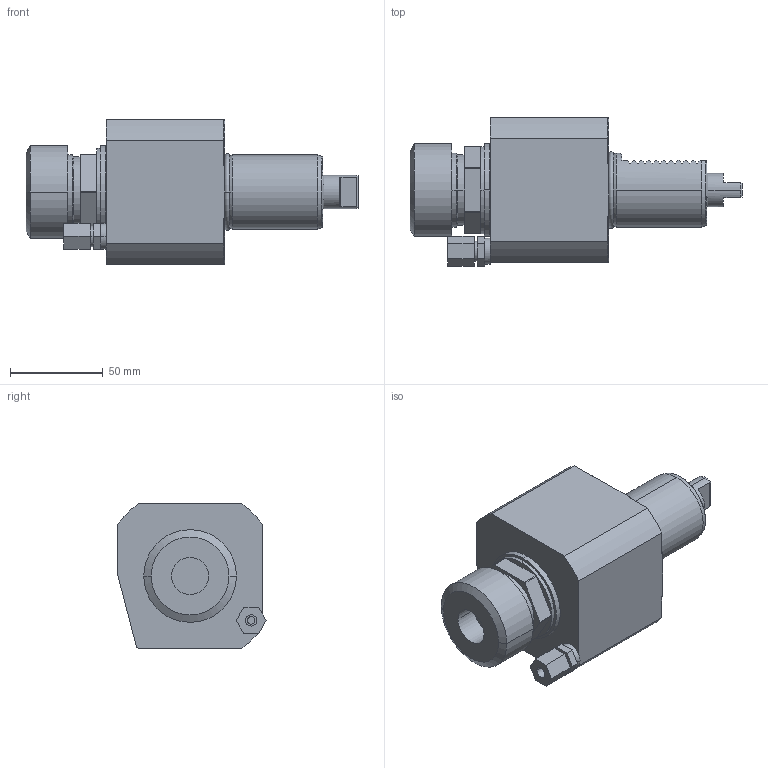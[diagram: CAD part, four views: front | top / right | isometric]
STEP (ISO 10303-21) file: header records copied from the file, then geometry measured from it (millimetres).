
FILE_DESCRIPTION((''),'2;1');
FILE_NAME('223TAK_R32_40A00_CONF','2024-12-10T10:43:04',('fpalella'),('M.T. srl'),'CREO PARAMETRIC BY PTC INC, 2023352','CREO PARAMETRIC BY PTC INC, 2023352','');
FILE_SCHEMA(('CONFIG_CONTROL_DESIGN'));
Length unit declared in the file: millimetre
Products named in the file (1): 223TAK_R32_40A00_CONF
Bounding box: 179.26 x 80.08 x 78 mm (x, y, z)
Volume: 503505.8 mm3; surface area: 49169.8 mm2
Topology: 1 solids, 1 shells, 189 faces, 488 edges, 316 vertices
Faces by surface type: plane 118, cylinder 49, cone 15, torus 5, extrusion 2
Entity records: 6056 total; most frequent: CARTESIAN_POINT 1448, ORIENTED_EDGE 976, DIRECTION 908, EDGE_CURVE 488, VERTEX_POINT 316, AXIS2_PLACEMENT_3D 310, VECTOR 288, LINE 286
